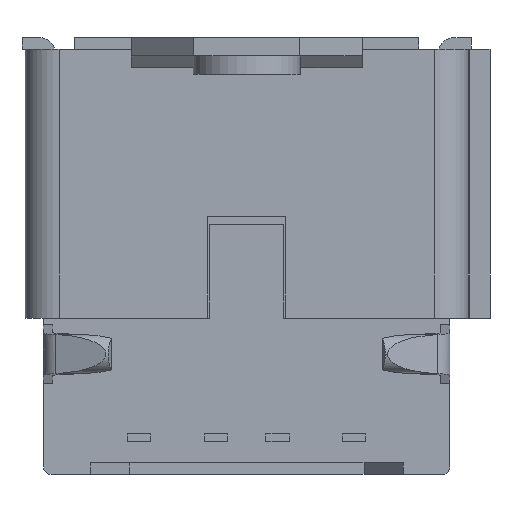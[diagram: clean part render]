
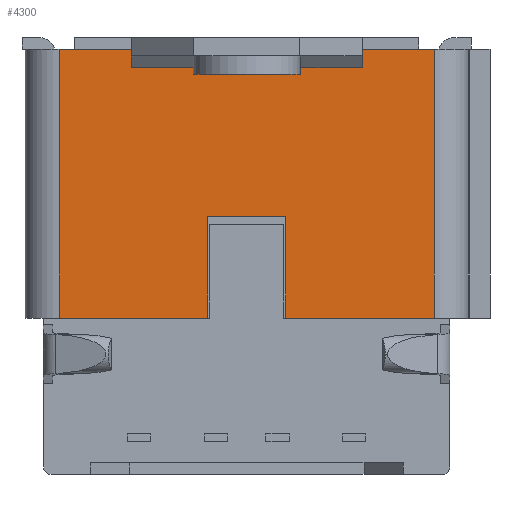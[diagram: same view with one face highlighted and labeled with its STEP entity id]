
A CAD part, front view. The second image highlights one B-rep face of the part: STEP entity #4300.
In plain terms, the highlighted planar face has unit normal (0, -1, 0).
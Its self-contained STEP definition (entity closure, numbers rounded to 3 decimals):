
#728 = ORIENTED_EDGE ( 'NONE', *, *, #2236, .F. ) ;
#739 = ORIENTED_EDGE ( 'NONE', *, *, #2062, .T. ) ;
#740 = VERTEX_POINT ( 'NONE', #6895 ) ;
#1014 = VERTEX_POINT ( 'NONE', #6794 ) ;
#1181 = ORIENTED_EDGE ( 'NONE', *, *, #2250, .F. ) ;
#1211 = ORIENTED_EDGE ( 'NONE', *, *, #2072, .T. ) ;
#1246 = ORIENTED_EDGE ( 'NONE', *, *, #2201, .F. ) ;
#1285 = ORIENTED_EDGE ( 'NONE', *, *, #2133, .F. ) ;
#1289 = ORIENTED_EDGE ( 'NONE', *, *, #2300, .T. ) ;
#1305 = ORIENTED_EDGE ( 'NONE', *, *, #2164, .F. ) ;
#1318 = ORIENTED_EDGE ( 'NONE', *, *, #2153, .F. ) ;
#1529 = ORIENTED_EDGE ( 'NONE', *, *, #2135, .F. ) ;
#1560 = ORIENTED_EDGE ( 'NONE', *, *, #2191, .T. ) ;
#1670 = ORIENTED_EDGE ( 'NONE', *, *, #2290, .T. ) ;
#2062 = EDGE_CURVE ( 'NONE', #7246, #7559, #8121, .T. ) ;
#2072 = EDGE_CURVE ( 'NONE', #7855, #7246, #8027, .T. ) ;
#2133 = EDGE_CURVE ( 'NONE', #7889, #7559, #7998, .T. ) ;
#2135 = EDGE_CURVE ( 'NONE', #740, #7889, #7235, .T. ) ;
#2153 = EDGE_CURVE ( 'NONE', #7855, #1014, #7406, .T. ) ;
#2164 = EDGE_CURVE ( 'NONE', #7932, #740, #8021, .T. ) ;
#2191 = EDGE_CURVE ( 'NONE', #7520, #7347, #7879, .T. ) ;
#2201 = EDGE_CURVE ( 'NONE', #8110, #7213, #7269, .T. ) ;
#2236 = EDGE_CURVE ( 'NONE', #7213, #7347, #8187, .T. ) ;
#2250 = EDGE_CURVE ( 'NONE', #7654, #8110, #8294, .T. ) ;
#2290 = EDGE_CURVE ( 'NONE', #7654, #1014, #8455, .T. ) ;
#2300 = EDGE_CURVE ( 'NONE', #7932, #7520, #8325, .T. ) ;
#2756 = CARTESIAN_POINT ( 'NONE',  ( -24.435, 59.843, 3.302 ) ) ;
#2765 = CARTESIAN_POINT ( 'NONE',  ( -19.415, 59.843, 8.738 ) ) ;
#2853 = CARTESIAN_POINT ( 'NONE',  ( -17.069, 59.843, 0. ) ) ;
#3002 = CARTESIAN_POINT ( 'NONE',  ( -17.069, 59.843, 8.738 ) ) ;
#3007 = CARTESIAN_POINT ( 'NONE',  ( -21.895, 59.843, 0. ) ) ;
#3021 = CARTESIAN_POINT ( 'NONE',  ( -24.435, 59.843, 0. ) ) ;
#3099 = CARTESIAN_POINT ( 'NONE',  ( -29.261, 59.843, 8.738 ) ) ;
#3145 = CARTESIAN_POINT ( 'NONE',  ( -26.915, 59.843, 8.138 ) ) ;
#3186 = CARTESIAN_POINT ( 'NONE',  ( -19.415, 59.843, 8.138 ) ) ;
#3208 = CARTESIAN_POINT ( 'NONE',  ( -29.261, 59.843, 0. ) ) ;
#4300 = ADVANCED_FACE ( 'NONE', ( #4590 ), #5479, .F. ) ;
#4590 = FACE_OUTER_BOUND ( 'NONE', #7286, .T. ) ;
#5479 = PLANE ( 'NONE',  #9556 ) ;
#5482 = CARTESIAN_POINT ( 'NONE',  ( -15.961, 59.843, 8.738 ) ) ;
#5509 = DIRECTION ( 'NONE',  ( 0., 1., 0. ) ) ;
#5510 = DIRECTION ( 'NONE',  ( -1., 0., 0. ) ) ;
#5637 = CARTESIAN_POINT ( 'NONE',  ( -17.069, 59.843, 8.738 ) ) ;
#5798 = DIRECTION ( 'NONE',  ( 1., 0., 0. ) ) ;
#5882 = CARTESIAN_POINT ( 'NONE',  ( -15.961, 59.843, 0. ) ) ;
#5918 = CARTESIAN_POINT ( 'NONE',  ( -15.961, 59.843, 8.738 ) ) ;
#5984 = DIRECTION ( 'NONE',  ( 0., 0., 1. ) ) ;
#6173 = DIRECTION ( 'NONE',  ( 0., 0., 1. ) ) ;
#6248 = CARTESIAN_POINT ( 'NONE',  ( -19.415, 59.843, 8.138 ) ) ;
#6260 = DIRECTION ( 'NONE',  ( 1., 0., 0. ) ) ;
#6347 = CARTESIAN_POINT ( 'NONE',  ( -19.415, 59.843, 8.138 ) ) ;
#6359 = DIRECTION ( 'NONE',  ( 0., 0., 1. ) ) ;
#6385 = CARTESIAN_POINT ( 'NONE',  ( -26.915, 59.843, 8.138 ) ) ;
#6404 = DIRECTION ( 'NONE',  ( 1., 0., 0. ) ) ;
#6794 = CARTESIAN_POINT ( 'NONE',  ( -26.915, 59.843, 8.738 ) ) ;
#6846 = DIRECTION ( 'NONE',  ( -1., 0., 0. ) ) ;
#6853 = DIRECTION ( 'NONE',  ( 0., 0., -1. ) ) ;
#6888 = CARTESIAN_POINT ( 'NONE',  ( -29.261, 59.843, 8.738 ) ) ;
#6891 = DIRECTION ( 'NONE',  ( 1., 0., 0. ) ) ;
#6895 = CARTESIAN_POINT ( 'NONE',  ( -21.895, 59.843, 3.302 ) ) ;
#6914 = CARTESIAN_POINT ( 'NONE',  ( -24.435, 59.843, 3.302 ) ) ;
#6927 = DIRECTION ( 'NONE',  ( 0., 0., -1. ) ) ;
#6928 = CARTESIAN_POINT ( 'NONE',  ( -15.961, 59.843, 8.738 ) ) ;
#7037 = DIRECTION ( 'NONE',  ( 1., 0., 0. ) ) ;
#7062 = DIRECTION ( 'NONE',  ( 0., 0., 1. ) ) ;
#7115 = CARTESIAN_POINT ( 'NONE',  ( -24.435, 59.843, 3.302 ) ) ;
#7171 = CARTESIAN_POINT ( 'NONE',  ( -15.961, 59.843, 0. ) ) ;
#7174 = CARTESIAN_POINT ( 'NONE',  ( -21.895, 59.843, 3.302 ) ) ;
#7213 = VERTEX_POINT ( 'NONE', #2765 ) ;
#7235 = LINE ( 'NONE', #7115, #7681 ) ;
#7246 = VERTEX_POINT ( 'NONE', #3208 ) ;
#7269 = LINE ( 'NONE', #6248, #7524 ) ;
#7286 = EDGE_LOOP ( 'NONE', ( #1289, #1560, #728, #1246, #1181, #1670, #1318, #1211, #739, #1285, #1529, #1305 ) ) ;
#7347 = VERTEX_POINT ( 'NONE', #3002 ) ;
#7390 = VECTOR ( 'NONE', #6891, 1000. ) ;
#7406 = LINE ( 'NONE', #6928, #7390 ) ;
#7473 = VECTOR ( 'NONE', #7037, 1000. ) ;
#7516 = VECTOR ( 'NONE', #6927, 1000. ) ;
#7520 = VERTEX_POINT ( 'NONE', #2853 ) ;
#7524 = VECTOR ( 'NONE', #6173, 1000. ) ;
#7529 = VECTOR ( 'NONE', #5984, 1000. ) ;
#7559 = VERTEX_POINT ( 'NONE', #3021 ) ;
#7590 = VECTOR ( 'NONE', #6853, 1000. ) ;
#7654 = VERTEX_POINT ( 'NONE', #3145 ) ;
#7681 = VECTOR ( 'NONE', #6846, 1000. ) ;
#7855 = VERTEX_POINT ( 'NONE', #3099 ) ;
#7879 = LINE ( 'NONE', #5637, #7529 ) ;
#7889 = VERTEX_POINT ( 'NONE', #2756 ) ;
#7932 = VERTEX_POINT ( 'NONE', #3007 ) ;
#7998 = LINE ( 'NONE', #6914, #7590 ) ;
#8014 = VECTOR ( 'NONE', #7062, 1000. ) ;
#8021 = LINE ( 'NONE', #7174, #8014 ) ;
#8027 = LINE ( 'NONE', #6888, #7516 ) ;
#8110 = VERTEX_POINT ( 'NONE', #3186 ) ;
#8121 = LINE ( 'NONE', #7171, #7473 ) ;
#8187 = LINE ( 'NONE', #5918, #8197 ) ;
#8197 = VECTOR ( 'NONE', #6404, 1000. ) ;
#8294 = LINE ( 'NONE', #6347, #8641 ) ;
#8325 = LINE ( 'NONE', #5882, #8382 ) ;
#8382 = VECTOR ( 'NONE', #5798, 1000. ) ;
#8455 = LINE ( 'NONE', #6385, #8472 ) ;
#8472 = VECTOR ( 'NONE', #6359, 1000. ) ;
#8641 = VECTOR ( 'NONE', #6260, 1000. ) ;
#9556 = AXIS2_PLACEMENT_3D ( 'NONE', #5482, #5509, #5510 ) ;
